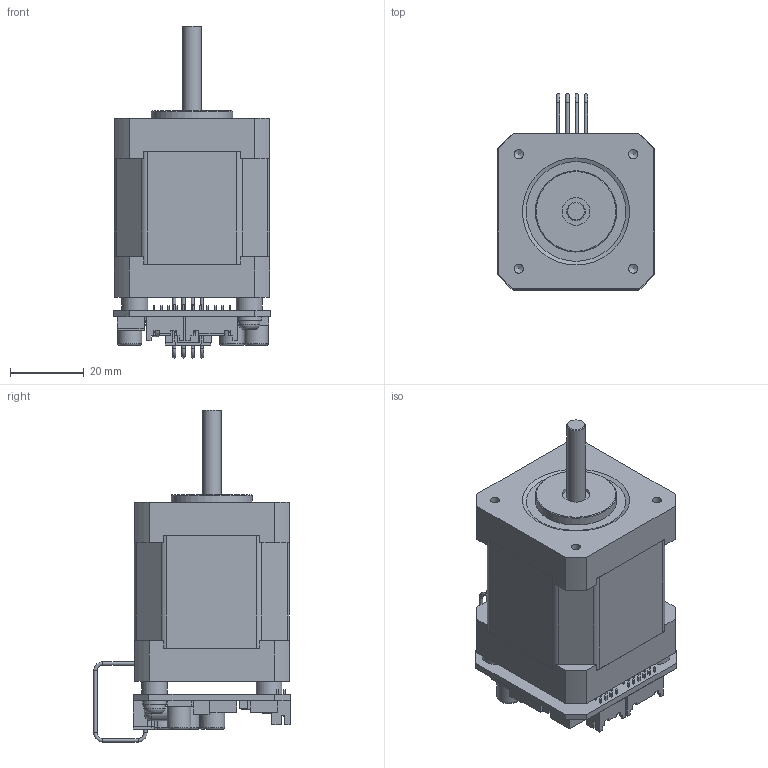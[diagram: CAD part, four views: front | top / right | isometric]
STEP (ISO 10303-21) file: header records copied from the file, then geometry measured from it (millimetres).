
FILE_DESCRIPTION((''),'2;1');
FILE_NAME('PD2-O4118L1804.stp','2016-10-09T13:09:07',('BennyLi'),(''),'Autodesk Inventor 2013','Autodesk Inventor 2013','');
FILE_SCHEMA(('AUTOMOTIVE_DESIGN { 1 0 10303 214 1 1 1 1 }'));
Length unit declared in the file: millimetre
Products named in the file (17): PD2-O4118L1804; PD2-OL; ST4118L1804; Stator_ST4118_L; Frontcap_ST4118; shaft_forward_ST4118; Endcap_ST4118; Schrauben_ISO1207_M2; PCBA; PCB; B4B-XH-A; B8B-PHDSS; B12B-PHDSS; washer; XHP-4; screw; ooo
Assembly tree (20 placements, depth 4):
  PD2-O4118L1804
    PD2-OL
      ST4118L1804
        Stator_ST4118_L
        Frontcap_ST4118
        shaft_forward_ST4118
        Endcap_ST4118
        Schrauben_ISO1207_M2  x2
    PCBA
      PCB
      B4B-XH-A
      B8B-PHDSS
      B12B-PHDSS
    washer  x2
    XHP-4
    screw  x2
    ooo  x2
Bounding box: 42.5 x 53.22 x 89.91 mm (x, y, z)
Volume: 88794.5 mm3; surface area: 28057.4 mm2
Topology: 18 solids, 20 shells, 793 faces, 1950 edges, 1286 vertices
Faces by surface type: plane 685, cylinder 74, torus 21, cone 9, bspline 4
Full cylindrical faces by diameter (mm): 0.903 x16, 2.013 x2, 2.459 x4, 2.7 x4, 3 x2, 3.2 x6, 4.5 x2, 5 x4, 5.8 x2, 6 x4, 6.5 x7, 7 x2, 7.5 x1, 10 x1, 22 x1
Entity records: 22730 total; most frequent: CARTESIAN_POINT 3961, ORIENTED_EDGE 3538, DIRECTION 3494, EDGE_CURVE 1769, VECTOR 1602, LINE 1602, VERTEX_POINT 1214, EDGE_LOOP 947
